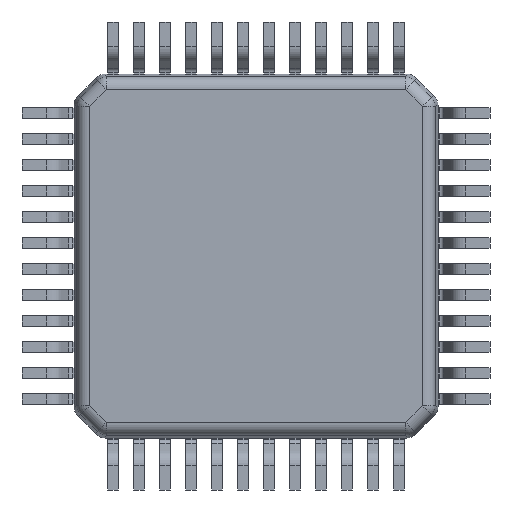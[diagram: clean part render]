
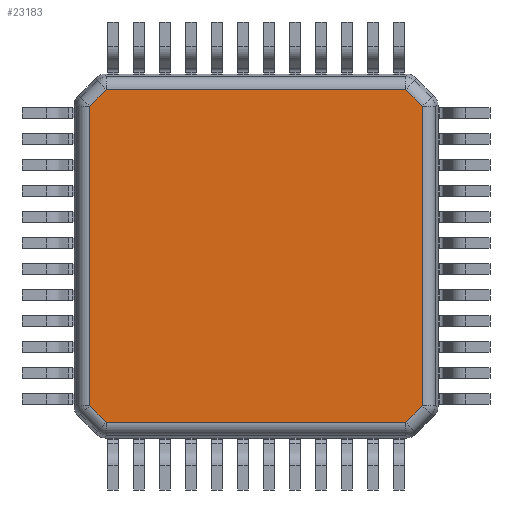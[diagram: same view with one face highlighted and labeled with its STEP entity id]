
A CAD part, front view. The second image highlights one B-rep face of the part: STEP entity #23183.
In plain terms, the highlighted planar face has unit normal (0, -1, 0).
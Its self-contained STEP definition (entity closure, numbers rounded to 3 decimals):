
#23112 = CARTESIAN_POINT ( 'NONE',  ( -3.201, 0.2, 2.876 ) ) ;
#23113 = VERTEX_POINT ( 'NONE', #23112 ) ;
#23114 = CARTESIAN_POINT ( 'NONE',  ( -3.201, 0.2, -2.876 ) ) ;
#23115 = VERTEX_POINT ( 'NONE', #23114 ) ;
#23116 = CARTESIAN_POINT ( 'NONE',  ( -3.201, 0.2, 0. ) ) ;
#23117 = DIRECTION ( 'NONE',  ( 0., 0., -1. ) ) ;
#23118 = VECTOR ( 'NONE', #23117, 1000. ) ;
#23119 = LINE ( 'NONE', #23116, #23118 ) ;
#23120 = EDGE_CURVE ( 'NONE', #23113, #23115, #23119, .T. ) ;
#23121 = ORIENTED_EDGE ( 'NONE', *, *, #23120, .T. ) ;
#23122 = CARTESIAN_POINT ( 'NONE',  ( -2.876, 0.2, -3.201 ) ) ;
#23123 = VERTEX_POINT ( 'NONE', #23122 ) ;
#23124 = CARTESIAN_POINT ( 'NONE',  ( -3.039, 0.2, -3.039 ) ) ;
#23125 = DIRECTION ( 'NONE',  ( 0.707, 0., -0.707 ) ) ;
#23126 = VECTOR ( 'NONE', #23125, 1000. ) ;
#23127 = LINE ( 'NONE', #23124, #23126 ) ;
#23128 = EDGE_CURVE ( 'NONE', #23115, #23123, #23127, .T. ) ;
#23129 = ORIENTED_EDGE ( 'NONE', *, *, #23128, .T. ) ;
#23130 = CARTESIAN_POINT ( 'NONE',  ( 2.876, 0.2, -3.201 ) ) ;
#23131 = VERTEX_POINT ( 'NONE', #23130 ) ;
#23132 = CARTESIAN_POINT ( 'NONE',  ( 0., 0.2, -3.201 ) ) ;
#23133 = DIRECTION ( 'NONE',  ( 1., 0., 0. ) ) ;
#23134 = VECTOR ( 'NONE', #23133, 1000. ) ;
#23135 = LINE ( 'NONE', #23132, #23134 ) ;
#23136 = EDGE_CURVE ( 'NONE', #23123, #23131, #23135, .T. ) ;
#23137 = ORIENTED_EDGE ( 'NONE', *, *, #23136, .T. ) ;
#23138 = CARTESIAN_POINT ( 'NONE',  ( 3.201, 0.2, -2.876 ) ) ;
#23139 = VERTEX_POINT ( 'NONE', #23138 ) ;
#23140 = CARTESIAN_POINT ( 'NONE',  ( 3.039, 0.2, -3.039 ) ) ;
#23141 = DIRECTION ( 'NONE',  ( 0.707, 0., 0.707 ) ) ;
#23142 = VECTOR ( 'NONE', #23141, 1000. ) ;
#23143 = LINE ( 'NONE', #23140, #23142 ) ;
#23144 = EDGE_CURVE ( 'NONE', #23131, #23139, #23143, .T. ) ;
#23145 = ORIENTED_EDGE ( 'NONE', *, *, #23144, .T. ) ;
#23146 = CARTESIAN_POINT ( 'NONE',  ( 3.201, 0.2, 2.876 ) ) ;
#23147 = VERTEX_POINT ( 'NONE', #23146 ) ;
#23148 = CARTESIAN_POINT ( 'NONE',  ( 3.201, 0.2, 0. ) ) ;
#23149 = DIRECTION ( 'NONE',  ( 0., 0., 1. ) ) ;
#23150 = VECTOR ( 'NONE', #23149, 1000. ) ;
#23151 = LINE ( 'NONE', #23148, #23150 ) ;
#23152 = EDGE_CURVE ( 'NONE', #23139, #23147, #23151, .T. ) ;
#23153 = ORIENTED_EDGE ( 'NONE', *, *, #23152, .T. ) ;
#23154 = CARTESIAN_POINT ( 'NONE',  ( 2.876, 0.2, 3.201 ) ) ;
#23155 = VERTEX_POINT ( 'NONE', #23154 ) ;
#23156 = CARTESIAN_POINT ( 'NONE',  ( 3.039, 0.2, 3.039 ) ) ;
#23157 = DIRECTION ( 'NONE',  ( -0.707, 0., 0.707 ) ) ;
#23158 = VECTOR ( 'NONE', #23157, 1000. ) ;
#23159 = LINE ( 'NONE', #23156, #23158 ) ;
#23160 = EDGE_CURVE ( 'NONE', #23147, #23155, #23159, .T. ) ;
#23161 = ORIENTED_EDGE ( 'NONE', *, *, #23160, .T. ) ;
#23162 = CARTESIAN_POINT ( 'NONE',  ( -2.876, 0.2, 3.201 ) ) ;
#23163 = VERTEX_POINT ( 'NONE', #23162 ) ;
#23164 = CARTESIAN_POINT ( 'NONE',  ( 0., 0.2, 3.201 ) ) ;
#23165 = DIRECTION ( 'NONE',  ( -1., 0., 0. ) ) ;
#23166 = VECTOR ( 'NONE', #23165, 1000. ) ;
#23167 = LINE ( 'NONE', #23164, #23166 ) ;
#23168 = EDGE_CURVE ( 'NONE', #23155, #23163, #23167, .T. ) ;
#23169 = ORIENTED_EDGE ( 'NONE', *, *, #23168, .T. ) ;
#23170 = CARTESIAN_POINT ( 'NONE',  ( -3.039, 0.2, 3.039 ) ) ;
#23171 = DIRECTION ( 'NONE',  ( -0.707, 0., -0.707 ) ) ;
#23172 = VECTOR ( 'NONE', #23171, 1000. ) ;
#23173 = LINE ( 'NONE', #23170, #23172 ) ;
#23174 = EDGE_CURVE ( 'NONE', #23163, #23113, #23173, .T. ) ;
#23175 = ORIENTED_EDGE ( 'NONE', *, *, #23174, .T. ) ;
#23176 = EDGE_LOOP ( 'NONE', ( #23121, #23129, #23137, #23145, #23153, #23161, #23169, #23175 ) ) ;
#23177 = FACE_OUTER_BOUND ( 'NONE', #23176, .T. ) ;
#23178 = CARTESIAN_POINT ( 'NONE',  ( 0., 0.2, 0. ) ) ;
#23179 = DIRECTION ( 'NONE',  ( 0., -1., 0. ) ) ;
#23180 = DIRECTION ( 'NONE',  ( 0., 0., -1. ) ) ;
#23181 = AXIS2_PLACEMENT_3D ( 'NONE', #23178, #23179, #23180 ) ;
#23182 = PLANE ( 'NONE', #23181 ) ;
#23183 = ADVANCED_FACE ( 'NONE', ( #23177 ), #23182, .T. ) ;
